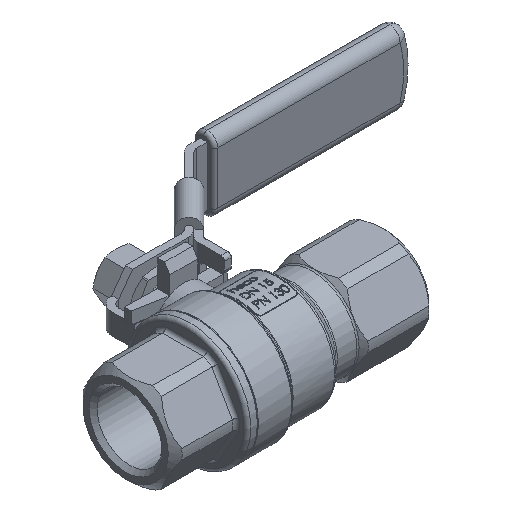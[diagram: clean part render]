
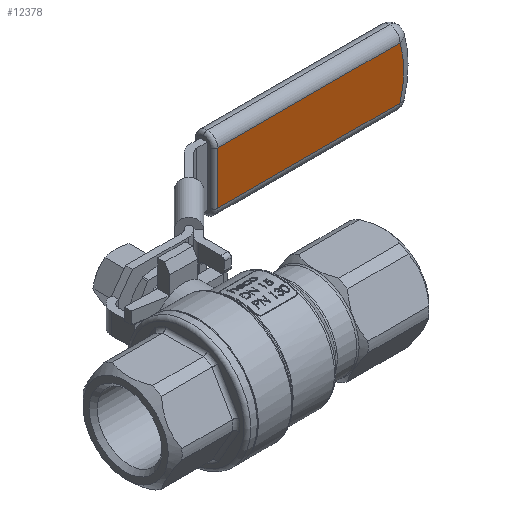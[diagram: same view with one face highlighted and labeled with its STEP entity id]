
A CAD part, isometric view. The second image highlights one B-rep face of the part: STEP entity #12378.
In plain terms, the highlighted planar face has unit normal (0, -1, 0).
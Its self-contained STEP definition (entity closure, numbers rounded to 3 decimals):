
#1311 = AXIS2_PLACEMENT_3D ( 'NONE', #13369, #13370, #13371 ) ;
#5375 = VERTEX_POINT ( 'NONE', #34585 ) ;
#5382 = VERTEX_POINT ( 'NONE', #34592 ) ;
#5384 = VERTEX_POINT ( 'NONE', #34594 ) ;
#5385 = VERTEX_POINT ( 'NONE', #34595 ) ;
#11820 = ORIENTED_EDGE ( 'NONE', *, *, #14599, .T. ) ;
#11821 = ORIENTED_EDGE ( 'NONE', *, *, #14600, .T. ) ;
#11822 = ORIENTED_EDGE ( 'NONE', *, *, #14601, .T. ) ;
#11823 = ORIENTED_EDGE ( 'NONE', *, *, #14602, .T. ) ;
#12378 = ADVANCED_FACE ( 'NONE', ( #13359 ), #13344, .F. ) ;
#13344 = PLANE ( 'NONE',  #1311 ) ;
#13359 = FACE_OUTER_BOUND ( 'NONE', #35598, .T. ) ;
#13369 = CARTESIAN_POINT ( 'NONE',  ( 95., 49.5, 10.5 ) ) ;
#13370 = DIRECTION ( 'NONE',  ( 0., 1., 0. ) ) ;
#13371 = DIRECTION ( 'NONE',  ( -1., 0., 0. ) ) ;
#14599 = EDGE_CURVE ( 'NONE', #5382, #5375, #29109, .T. ) ;
#14600 = EDGE_CURVE ( 'NONE', #5375, #5384, #29116, .T. ) ;
#14601 = EDGE_CURVE ( 'NONE', #5384, #5385, #29124, .T. ) ;
#14602 = EDGE_CURVE ( 'NONE', #5385, #5382, #29548, .T. ) ;
#29109 = LINE ( 'NONE', #29110, #29544 ) ;
#29110 = CARTESIAN_POINT ( 'NONE',  ( 95., 49.5, 7.501 ) ) ;
#29116 = LINE ( 'NONE', #29122, #29534 ) ;
#29121 = DIRECTION ( 'NONE',  ( -1., 0., 0. ) ) ;
#29122 = CARTESIAN_POINT ( 'NONE',  ( 38.485, 49.5, 10.5 ) ) ;
#29123 = DIRECTION ( 'NONE',  ( 0., 0., -1. ) ) ;
#29124 = LINE ( 'NONE', #29125, #29547 ) ;
#29125 = CARTESIAN_POINT ( 'NONE',  ( 93.102, 49.5, -7.501 ) ) ;
#29126 = DIRECTION ( 'NONE',  ( 1., 0., 0. ) ) ;
#29129 = CARTESIAN_POINT ( 'NONE',  ( 65., 49.5, 0. ) ) ;
#29130 = DIRECTION ( 'NONE',  ( 0., -1., 0. ) ) ;
#29131 = DIRECTION ( 'NONE',  ( -1., 0., 0. ) ) ;
#29534 = VECTOR ( 'NONE', #29123, 1000. ) ;
#29544 = VECTOR ( 'NONE', #29121, 1000. ) ;
#29547 = VECTOR ( 'NONE', #29126, 1000. ) ;
#29548 = CIRCLE ( 'NONE', #29550, 27.001 ) ;
#29550 = AXIS2_PLACEMENT_3D ( 'NONE', #29129, #29130, #29131 ) ;
#34585 = CARTESIAN_POINT ( 'NONE',  ( 38.485, 49.5, 7.501 ) ) ;
#34592 = CARTESIAN_POINT ( 'NONE',  ( 90.938, 49.5, 7.501 ) ) ;
#34594 = CARTESIAN_POINT ( 'NONE',  ( 38.485, 49.5, -7.501 ) ) ;
#34595 = CARTESIAN_POINT ( 'NONE',  ( 90.938, 49.5, -7.501 ) ) ;
#35598 = EDGE_LOOP ( 'NONE', ( #11820, #11821, #11822, #11823 ) ) ;
